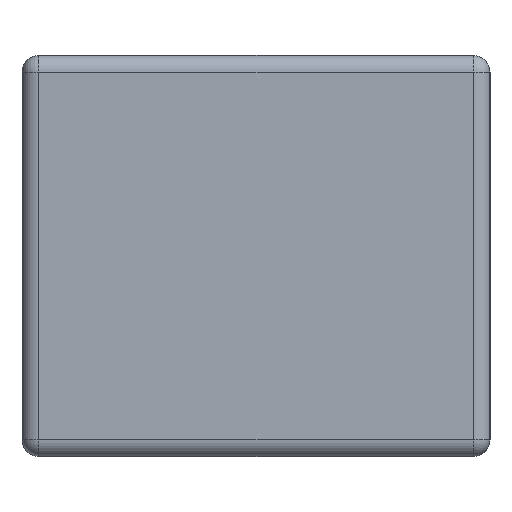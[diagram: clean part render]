
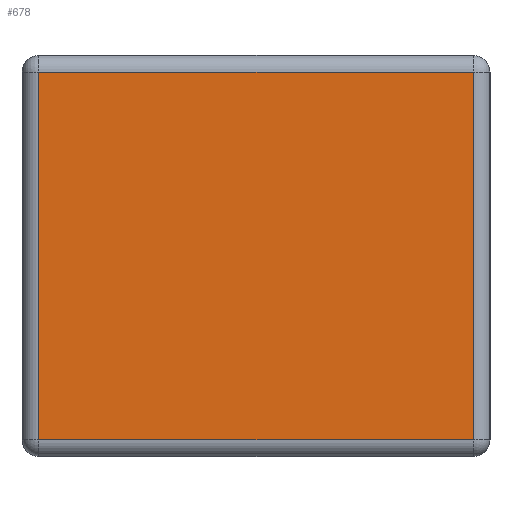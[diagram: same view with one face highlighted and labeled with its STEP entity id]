
A CAD part, left-side view. The second image highlights one B-rep face of the part: STEP entity #678.
In plain terms, the highlighted planar face has unit normal (-1, 0, 0).
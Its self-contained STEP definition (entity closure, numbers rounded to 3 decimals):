
#121 = DIRECTION ( 'NONE',  ( 0., 0., 1. ) ) ;
#122 = VECTOR ( 'NONE', #121, 1000. ) ;
#123 = CARTESIAN_POINT ( 'NONE',  ( -2.3, 0.05, 0.6 ) ) ;
#124 = LINE ( 'NONE', #123, #122 ) ;
#126 = CARTESIAN_POINT ( 'NONE',  ( -2.3, 0.05, -0.55 ) ) ;
#127 = DIRECTION ( 'NONE',  ( 0., -1., 0. ) ) ;
#128 = VECTOR ( 'NONE', #127, 1000. ) ;
#129 = CARTESIAN_POINT ( 'NONE',  ( -2.3, 1.4, -0.55 ) ) ;
#130 = LINE ( 'NONE', #129, #128 ) ;
#131 = DIRECTION ( 'NONE',  ( 0., 0., -1. ) ) ;
#132 = VECTOR ( 'NONE', #131, 1000. ) ;
#133 = CARTESIAN_POINT ( 'NONE',  ( -2.3, 1.35, 0.6 ) ) ;
#134 = LINE ( 'NONE', #133, #132 ) ;
#678 = ADVANCED_FACE ( 'NONE', ( #1559 ), #1604, .F. ) ;
#679 = EDGE_LOOP ( 'NONE', ( #680, #684, #739, #742 ) ) ;
#680 = ORIENTED_EDGE ( 'NONE', *, *, #681, .T. ) ;
#681 = EDGE_CURVE ( 'NONE', #682, #683, #1599, .T. ) ;
#682 = VERTEX_POINT ( 'NONE', #1595 ) ;
#683 = VERTEX_POINT ( 'NONE', #1594 ) ;
#684 = ORIENTED_EDGE ( 'NONE', *, *, #738, .T. ) ;
#685 = VERTEX_POINT ( 'NONE', #1593 ) ;
#738 = EDGE_CURVE ( 'NONE', #683, #685, #134, .T. ) ;
#739 = ORIENTED_EDGE ( 'NONE', *, *, #740, .T. ) ;
#740 = EDGE_CURVE ( 'NONE', #685, #741, #130, .T. ) ;
#741 = VERTEX_POINT ( 'NONE', #126 ) ;
#742 = ORIENTED_EDGE ( 'NONE', *, *, #743, .T. ) ;
#743 = EDGE_CURVE ( 'NONE', #741, #682, #124, .T. ) ;
#1559 = FACE_OUTER_BOUND ( 'NONE', #679, .T. ) ;
#1593 = CARTESIAN_POINT ( 'NONE',  ( -2.3, 1.35, -0.55 ) ) ;
#1594 = CARTESIAN_POINT ( 'NONE',  ( -2.3, 1.35, 0.55 ) ) ;
#1595 = CARTESIAN_POINT ( 'NONE',  ( -2.3, 0.05, 0.55 ) ) ;
#1596 = DIRECTION ( 'NONE',  ( 0., 1., 0. ) ) ;
#1597 = VECTOR ( 'NONE', #1596, 1000. ) ;
#1598 = CARTESIAN_POINT ( 'NONE',  ( -2.3, 1.4, 0.55 ) ) ;
#1599 = LINE ( 'NONE', #1598, #1597 ) ;
#1600 = DIRECTION ( 'NONE',  ( 0., 0., -1. ) ) ;
#1601 = DIRECTION ( 'NONE',  ( 1., 0., 0. ) ) ;
#1602 = CARTESIAN_POINT ( 'NONE',  ( -2.3, 1.4, 0.6 ) ) ;
#1603 = AXIS2_PLACEMENT_3D ( 'NONE', #1602, #1601, #1600 ) ;
#1604 = PLANE ( 'NONE',  #1603 ) ;
